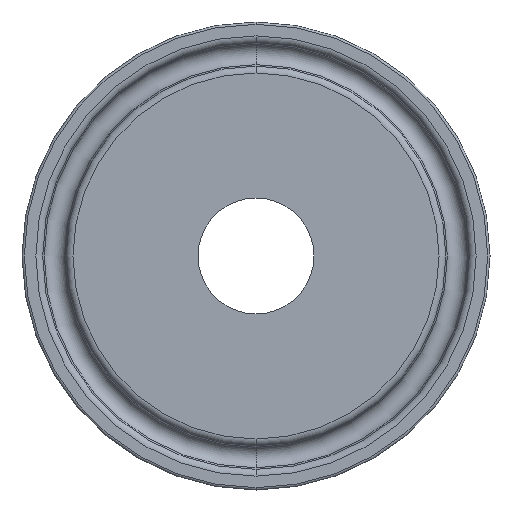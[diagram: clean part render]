
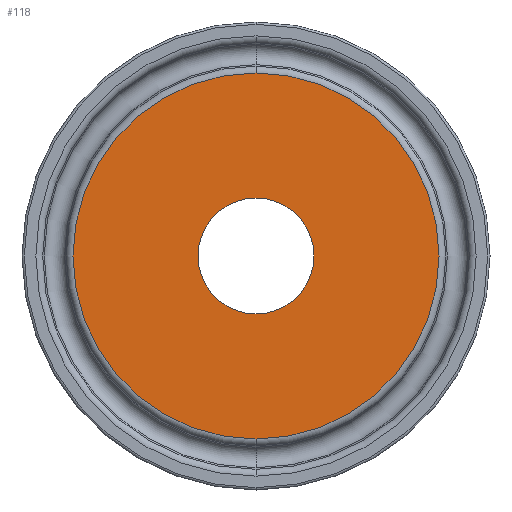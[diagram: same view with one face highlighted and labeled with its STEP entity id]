
A CAD part, front view. The second image highlights one B-rep face of the part: STEP entity #118.
In plain terms, the highlighted planar face has unit normal (0, -1, 0).
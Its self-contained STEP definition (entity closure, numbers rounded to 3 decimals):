
#19 = DIRECTION ( 'NONE',  ( 0., -1., 0. ) ) ;
#48 = DIRECTION ( 'NONE',  ( 0., -1., 0. ) ) ;
#81 = PLANE ( 'NONE',  #632 ) ;
#98 = ORIENTED_EDGE ( 'NONE', *, *, #668, .T. ) ;
#118 = ADVANCED_FACE ( 'NONE', ( #1188, #1063 ), #81, .F. ) ;
#129 = VERTEX_POINT ( 'NONE', #200 ) ;
#200 = CARTESIAN_POINT ( 'NONE',  ( 0., 0., -19.747 ) ) ;
#267 = EDGE_CURVE ( 'NONE', #1009, #129, #1182, .T. ) ;
#302 = DIRECTION ( 'NONE',  ( 0., 1., 0. ) ) ;
#368 = CIRCLE ( 'NONE', #1164, 6.25 ) ;
#413 = DIRECTION ( 'NONE',  ( 0., 0., 1. ) ) ;
#454 = AXIS2_PLACEMENT_3D ( 'NONE', #1302, #876, #1191 ) ;
#463 = EDGE_LOOP ( 'NONE', ( #1189, #98 ) ) ;
#481 = DIRECTION ( 'NONE',  ( 0., 0., 1. ) ) ;
#542 = EDGE_LOOP ( 'NONE', ( #1071, #1271 ) ) ;
#613 = AXIS2_PLACEMENT_3D ( 'NONE', #1031, #48, #481 ) ;
#632 = AXIS2_PLACEMENT_3D ( 'NONE', #956, #1070, #413 ) ;
#657 = DIRECTION ( 'NONE',  ( 0., 0., 1. ) ) ;
#668 = EDGE_CURVE ( 'NONE', #1102, #780, #1074, .T. ) ;
#684 = AXIS2_PLACEMENT_3D ( 'NONE', #986, #19, #657 ) ;
#780 = VERTEX_POINT ( 'NONE', #1406 ) ;
#876 = DIRECTION ( 'NONE',  ( 0., 1., 0. ) ) ;
#927 = CARTESIAN_POINT ( 'NONE',  ( 0., 0., 6.25 ) ) ;
#956 = CARTESIAN_POINT ( 'NONE',  ( 6.25, 0., 0. ) ) ;
#986 = CARTESIAN_POINT ( 'NONE',  ( 0., 0., 0. ) ) ;
#1009 = VERTEX_POINT ( 'NONE', #1323 ) ;
#1018 = DIRECTION ( 'NONE',  ( 0., 0., 1. ) ) ;
#1031 = CARTESIAN_POINT ( 'NONE',  ( 0., 0., 0. ) ) ;
#1046 = CARTESIAN_POINT ( 'NONE',  ( 0., 0., 0. ) ) ;
#1063 = FACE_BOUND ( 'NONE', #463, .T. ) ;
#1070 = DIRECTION ( 'NONE',  ( 0., 1., 0. ) ) ;
#1071 = ORIENTED_EDGE ( 'NONE', *, *, #267, .T. ) ;
#1074 = CIRCLE ( 'NONE', #454, 6.25 ) ;
#1102 = VERTEX_POINT ( 'NONE', #927 ) ;
#1130 = EDGE_CURVE ( 'NONE', #780, #1102, #368, .T. ) ;
#1164 = AXIS2_PLACEMENT_3D ( 'NONE', #1046, #302, #1018 ) ;
#1168 = EDGE_CURVE ( 'NONE', #129, #1009, #1209, .T. ) ;
#1182 = CIRCLE ( 'NONE', #684, 19.747 ) ;
#1188 = FACE_OUTER_BOUND ( 'NONE', #542, .T. ) ;
#1189 = ORIENTED_EDGE ( 'NONE', *, *, #1130, .T. ) ;
#1191 = DIRECTION ( 'NONE',  ( 0., 0., 1. ) ) ;
#1209 = CIRCLE ( 'NONE', #613, 19.747 ) ;
#1271 = ORIENTED_EDGE ( 'NONE', *, *, #1168, .T. ) ;
#1302 = CARTESIAN_POINT ( 'NONE',  ( 0., 0., 0. ) ) ;
#1323 = CARTESIAN_POINT ( 'NONE',  ( 0., 0., 19.747 ) ) ;
#1406 = CARTESIAN_POINT ( 'NONE',  ( 0., 0., -6.25 ) ) ;
